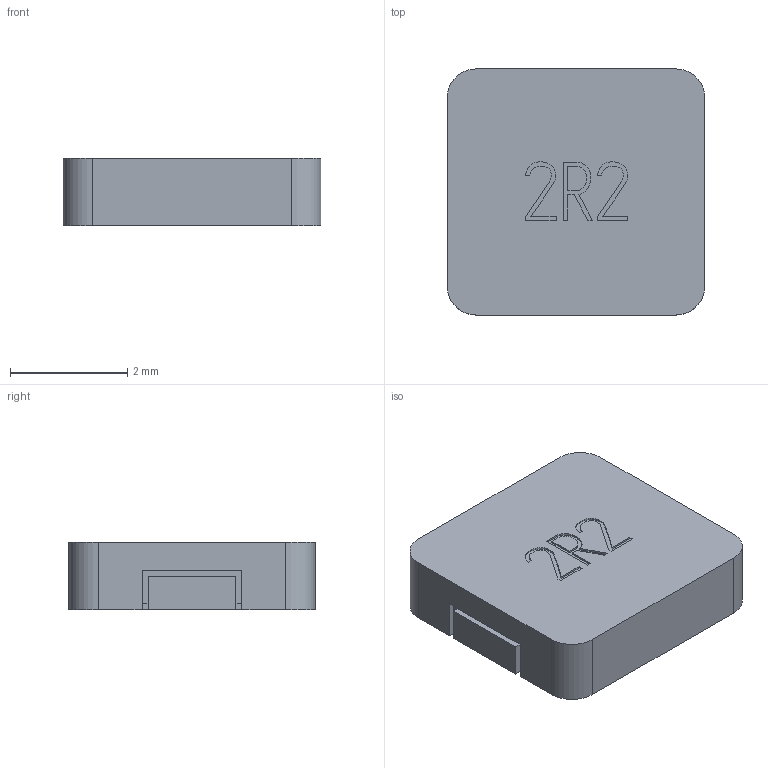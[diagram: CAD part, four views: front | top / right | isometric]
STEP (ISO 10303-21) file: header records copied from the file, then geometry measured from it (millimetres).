
FILE_DESCRIPTION(/* description */ ('Unknown'),/* implementation_level */ '2;1');
FILE_NAME(/* name */ 'HM72L-0412',/* time_stamp */ '2021-12-15T16:30:06+08:00',/* author */ ('Unknown'),/* organization */ ('Unknown'),/* preprocessor_version */ 'ST-DEVELOPER v16.7',/* originating_system */ 'Solid Edge',/* authorisation */ 'Unknown');
FILE_SCHEMA (('AUTOMOTIVE_DESIGN {1 0 10303 214 3 1 1}'));
Length unit declared in the file: millimetre
Products named in the file (1): HM72L-0412XXLF- Page11
Bounding box: 4.4 x 4.2 x 1.15 mm (x, y, z)
Volume: 20.9 mm3; surface area: 58 mm2
Topology: 1 solids, 1 shells, 67 faces, 183 edges, 122 vertices
Faces by surface type: plane 54, bspline 9, cylinder 4
Entity records: 2832 total; most frequent: CARTESIAN_POINT 730, ORIENTED_EDGE 366, DIRECTION 271, EDGE_CURVE 183, LINE 137, VECTOR 137, VERTEX_POINT 122, EDGE_LOOP 71
